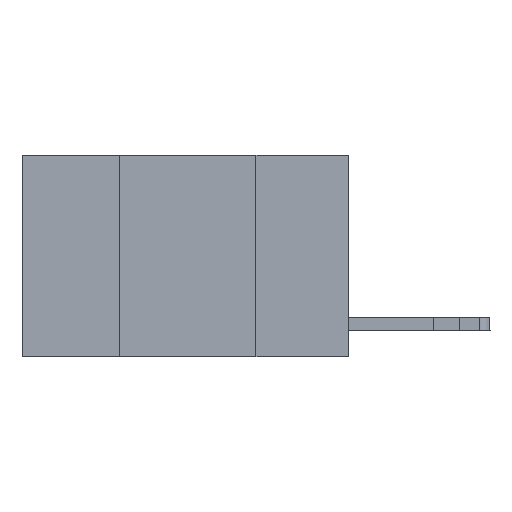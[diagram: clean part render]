
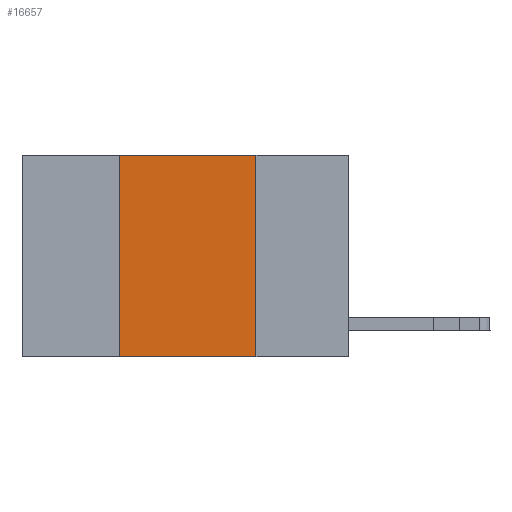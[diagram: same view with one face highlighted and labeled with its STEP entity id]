
A CAD part, left-side view. The second image highlights one B-rep face of the part: STEP entity #16657.
In plain terms, the highlighted planar face has unit normal (-1, 0, 0).
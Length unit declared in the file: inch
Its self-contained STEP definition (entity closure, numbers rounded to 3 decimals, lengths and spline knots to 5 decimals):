
#620 = CARTESIAN_POINT ( 'NONE',  ( 0., 0.42, 0. ) ) ;
#718 = ORIENTED_EDGE ( 'NONE', *, *, #17098, .F. ) ;
#1369 = ORIENTED_EDGE ( 'NONE', *, *, #16267, .F. ) ;
#1636 = VERTEX_POINT ( 'NONE', #17800 ) ;
#1860 = CARTESIAN_POINT ( 'NONE',  ( 0., 0.6, 0. ) ) ;
#3030 = LINE ( 'NONE', #4654, #17577 ) ;
#3141 = DIRECTION ( 'NONE',  ( 1., 0., 0. ) ) ;
#3445 = VECTOR ( 'NONE', #12843, 39.37008 ) ;
#4343 = VERTEX_POINT ( 'NONE', #8652 ) ;
#4654 = CARTESIAN_POINT ( 'NONE',  ( 0., 0.6, 0. ) ) ;
#5753 = VERTEX_POINT ( 'NONE', #15715 ) ;
#5770 = FACE_OUTER_BOUND ( 'NONE', #12937, .T. ) ;
#6138 = DIRECTION ( 'NONE',  ( 0., 0., -1. ) ) ;
#6308 = ORIENTED_EDGE ( 'NONE', *, *, #12561, .T. ) ;
#6417 = CARTESIAN_POINT ( 'NONE',  ( 0., 0.6, -0.37 ) ) ;
#6939 = VECTOR ( 'NONE', #16254, 39.37008 ) ;
#7246 = CARTESIAN_POINT ( 'NONE',  ( 0., 0.42, 0. ) ) ;
#8588 = DIRECTION ( 'NONE',  ( 0., -1., 0. ) ) ;
#8652 = CARTESIAN_POINT ( 'NONE',  ( 0., 0.17, 0. ) ) ;
#8808 = VERTEX_POINT ( 'NONE', #620 ) ;
#8999 = DIRECTION ( 'NONE',  ( 0., 0., -1. ) ) ;
#9072 = AXIS2_PLACEMENT_3D ( 'NONE', #1860, #3141, #6138 ) ;
#11482 = LINE ( 'NONE', #17089, #17017 ) ;
#12333 = EDGE_CURVE ( 'NONE', #1636, #8808, #14232, .T. ) ;
#12561 = EDGE_CURVE ( 'NONE', #1636, #5753, #16051, .T. ) ;
#12843 = DIRECTION ( 'NONE',  ( 0., 0., 1. ) ) ;
#12937 = EDGE_LOOP ( 'NONE', ( #1369, #718, #17707, #6308 ) ) ;
#14232 = LINE ( 'NONE', #7246, #3445 ) ;
#14490 = PLANE ( 'NONE',  #9072 ) ;
#15715 = CARTESIAN_POINT ( 'NONE',  ( 0., 0.17, -0.37 ) ) ;
#16051 = LINE ( 'NONE', #6417, #6939 ) ;
#16254 = DIRECTION ( 'NONE',  ( 0., -1., 0. ) ) ;
#16267 = EDGE_CURVE ( 'NONE', #4343, #5753, #11482, .T. ) ;
#16657 = ADVANCED_FACE ( 'NONE', ( #5770 ), #14490, .F. ) ;
#17017 = VECTOR ( 'NONE', #8999, 39.37008 ) ;
#17089 = CARTESIAN_POINT ( 'NONE',  ( 0., 0.17, 0. ) ) ;
#17098 = EDGE_CURVE ( 'NONE', #8808, #4343, #3030, .T. ) ;
#17577 = VECTOR ( 'NONE', #8588, 39.37008 ) ;
#17707 = ORIENTED_EDGE ( 'NONE', *, *, #12333, .F. ) ;
#17800 = CARTESIAN_POINT ( 'NONE',  ( 0., 0.42, -0.37 ) ) ;
